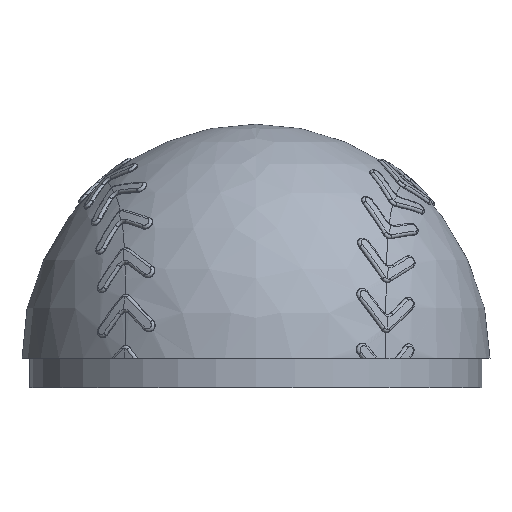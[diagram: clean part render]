
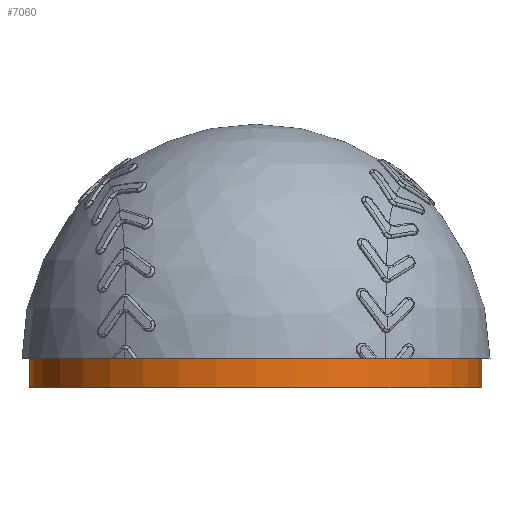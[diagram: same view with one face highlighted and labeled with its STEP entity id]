
A CAD part, left-side view. The second image highlights one B-rep face of the part: STEP entity #7060.
In plain terms, the highlighted cylindrical face has radius 34.75 mm (diameter 69.5 mm), a full revolution.
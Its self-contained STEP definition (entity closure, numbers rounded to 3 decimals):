
#1043=FACE_OUTER_BOUND('',#1475,.T.);
#1475=EDGE_LOOP('',(#4656,#4657,#4658,#4659));
#1910=LINE('',#9961,#2054);
#2054=VECTOR('',#8291,34.75);
#2204=CIRCLE('',#7514,34.75);
#2205=CIRCLE('',#7515,34.75);
#2671=VERTEX_POINT('',#9958);
#2672=VERTEX_POINT('',#9960);
#3450=EDGE_CURVE('',#2671,#2671,#2204,.T.);
#3451=EDGE_CURVE('',#2671,#2672,#1910,.T.);
#3452=EDGE_CURVE('',#2672,#2672,#2205,.T.);
#4656=ORIENTED_EDGE('',*,*,#3450,.F.);
#4657=ORIENTED_EDGE('',*,*,#3451,.T.);
#4658=ORIENTED_EDGE('',*,*,#3452,.F.);
#4659=ORIENTED_EDGE('',*,*,#3451,.F.);
#7058=CYLINDRICAL_SURFACE('',#7513,34.75);
#7060=ADVANCED_FACE('',(#1043),#7058,.T.);
#7513=AXIS2_PLACEMENT_3D('',#9957,#8287,#8288);
#7514=AXIS2_PLACEMENT_3D('',#9959,#8289,#8290);
#7515=AXIS2_PLACEMENT_3D('',#9962,#8292,#8293);
#8287=DIRECTION('center_axis',(0.,0.,-1.));
#8288=DIRECTION('ref_axis',(-1.,0.,0.));
#8289=DIRECTION('center_axis',(0.,0.,-1.));
#8290=DIRECTION('ref_axis',(-1.,0.,0.));
#8291=DIRECTION('',(0.,0.,1.));
#8292=DIRECTION('center_axis',(0.,0.,1.));
#8293=DIRECTION('ref_axis',(-1.,0.,0.));
#9957=CARTESIAN_POINT('Origin',(0.,0.,0.));
#9958=CARTESIAN_POINT('',(34.75,0.,-4.5));
#9959=CARTESIAN_POINT('Origin',(0.,0.,-4.5));
#9960=CARTESIAN_POINT('',(34.75,0.,0.));
#9961=CARTESIAN_POINT('',(34.75,0.,0.));
#9962=CARTESIAN_POINT('Origin',(0.,0.,0.));
